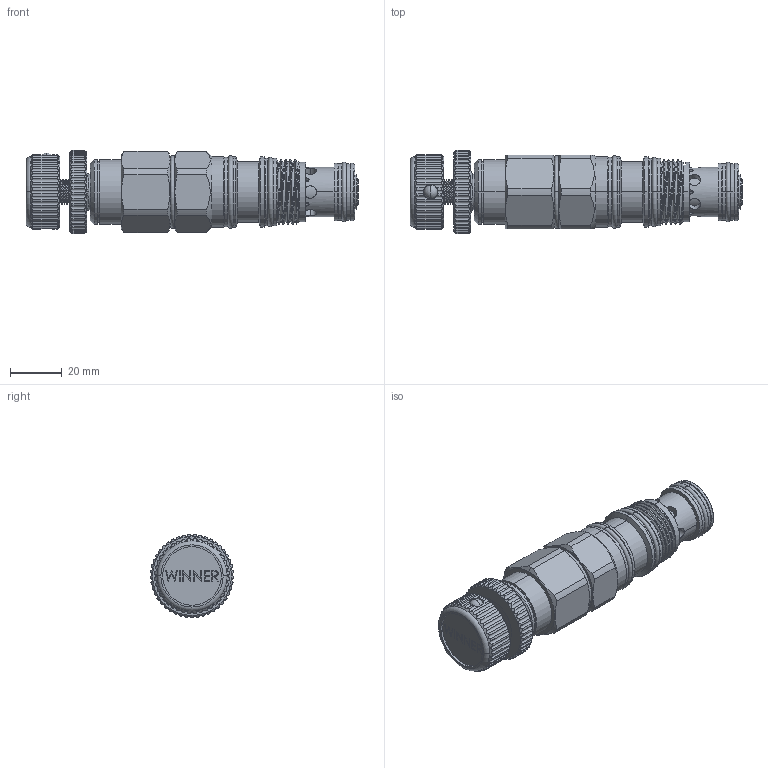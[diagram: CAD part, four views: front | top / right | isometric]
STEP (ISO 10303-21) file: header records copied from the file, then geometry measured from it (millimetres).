
FILE_DESCRIPTION (( 'STEP AP203' ), '1' );
FILE_NAME ('CA2A3B(3E)-K.STEP', '2021-06-21T07:37:11', ( '' ), ( '' ), 'SwSTEP 2.0', 'SolidWorks 2018', '' );
FILE_SCHEMA (( 'CONFIG_CONTROL_DESIGN' ));
Length unit declared in the file: millimetre
Products named in the file (1): CA2A3B(3E)-K
Bounding box: 128.69 x 32.2 x 32.18 mm (x, y, z)
Volume: 67232.8 mm3; surface area: 18418.2 mm2
Topology: 1 solids, 2 shells, 649 faces, 1711 edges, 1106 vertices
Faces by surface type: cylinder 399, plane 136, cone 69, torus 28, bspline 14, sphere 3
Entity records: 30209 total; most frequent: CARTESIAN_POINT 14760, ORIENTED_EDGE 3418, DIRECTION 3002, EDGE_CURVE 1709, AXIS2_PLACEMENT_3D 1171, VERTEX_POINT 1105, EDGE_LOOP 692, LINE 660
